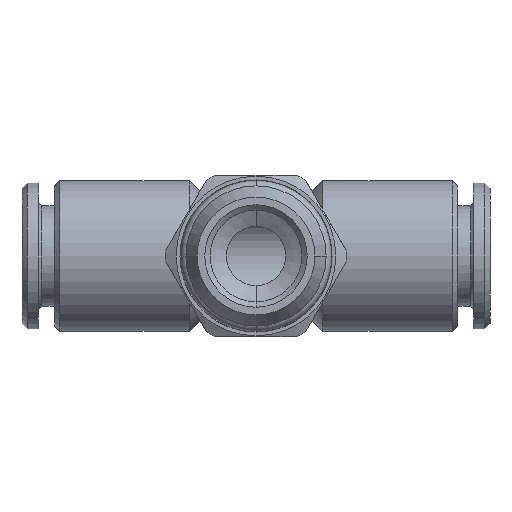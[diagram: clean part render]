
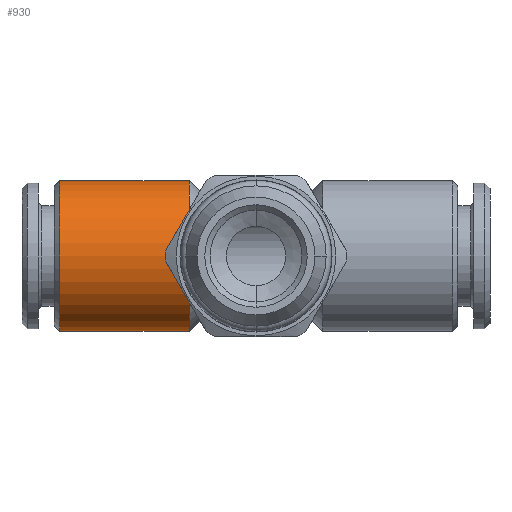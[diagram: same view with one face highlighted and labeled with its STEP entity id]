
A CAD part, front view. The second image highlights one B-rep face of the part: STEP entity #930.
In plain terms, the highlighted cylindrical face has radius 7 mm (diameter 14 mm), a partial arc.
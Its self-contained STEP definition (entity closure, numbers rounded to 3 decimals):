
#793 = ORIENTED_EDGE ( 'NONE', *, *, #794, .T. ) ;
#794 = EDGE_CURVE ( 'NONE', #914, #795, #2726, .T. ) ;
#795 = VERTEX_POINT ( 'NONE', #2742 ) ;
#912 = ORIENTED_EDGE ( 'NONE', *, *, #913, .T. ) ;
#913 = EDGE_CURVE ( 'NONE', #963, #914, #3146, .T. ) ;
#914 = VERTEX_POINT ( 'NONE', #3141 ) ;
#930 = ADVANCED_FACE ( 'NONE', ( #2977 ), #2947, .T. ) ;
#961 = ORIENTED_EDGE ( 'NONE', *, *, #962, .F. ) ;
#962 = EDGE_CURVE ( 'NONE', #963, #1041, #3279, .T. ) ;
#963 = VERTEX_POINT ( 'NONE', #3281 ) ;
#1019 = EDGE_LOOP ( 'NONE', ( #961, #912, #793, #1046 ) ) ;
#1041 = VERTEX_POINT ( 'NONE', #3382 ) ;
#1046 = ORIENTED_EDGE ( 'NONE', *, *, #1047, .F. ) ;
#1047 = EDGE_CURVE ( 'NONE', #1041, #795, #3438, .T. ) ;
#2724 = CARTESIAN_POINT ( 'NONE',  ( -6.2, 0., 0. ) ) ;
#2725 = AXIS2_PLACEMENT_3D ( 'NONE', #2724, #2744, #2743 ) ;
#2726 = CIRCLE ( 'NONE', #2725, 7. ) ;
#2742 = CARTESIAN_POINT ( 'NONE',  ( -6.2, 0., 7. ) ) ;
#2743 = DIRECTION ( 'NONE',  ( 0., 0., 1. ) ) ;
#2744 = DIRECTION ( 'NONE',  ( -1., 0., 0. ) ) ;
#2943 = DIRECTION ( 'NONE',  ( 0., 0., 1. ) ) ;
#2944 = DIRECTION ( 'NONE',  ( 1., 0., 0. ) ) ;
#2945 = CARTESIAN_POINT ( 'NONE',  ( 3.45, 0., 0. ) ) ;
#2946 = AXIS2_PLACEMENT_3D ( 'NONE', #2945, #2944, #2943 ) ;
#2947 = CYLINDRICAL_SURFACE ( 'NONE', #2946, 7. ) ;
#2977 = FACE_OUTER_BOUND ( 'NONE', #1019, .T. ) ;
#3141 = CARTESIAN_POINT ( 'NONE',  ( -6.2, 0., -7. ) ) ;
#3142 = DIRECTION ( 'NONE',  ( 1., 0., 0. ) ) ;
#3143 = VECTOR ( 'NONE', #3142, 1000. ) ;
#3144 = CARTESIAN_POINT ( 'NONE',  ( 3.45, 0., -7. ) ) ;
#3146 = LINE ( 'NONE', #3144, #3143 ) ;
#3230 = DIRECTION ( 'NONE',  ( -1., 0., 0. ) ) ;
#3231 = CARTESIAN_POINT ( 'NONE',  ( -18.2, 0., 0. ) ) ;
#3232 = AXIS2_PLACEMENT_3D ( 'NONE', #3231, #3230, #3282 ) ;
#3279 = CIRCLE ( 'NONE', #3232, 7. ) ;
#3281 = CARTESIAN_POINT ( 'NONE',  ( -18.2, 0., -7. ) ) ;
#3282 = DIRECTION ( 'NONE',  ( 0., 0., 1. ) ) ;
#3382 = CARTESIAN_POINT ( 'NONE',  ( -18.2, 0., 7. ) ) ;
#3385 = DIRECTION ( 'NONE',  ( 1., 0., 0. ) ) ;
#3437 = CARTESIAN_POINT ( 'NONE',  ( 3.45, 0., 7. ) ) ;
#3438 = LINE ( 'NONE', #3437, #3462 ) ;
#3462 = VECTOR ( 'NONE', #3385, 1000. ) ;
